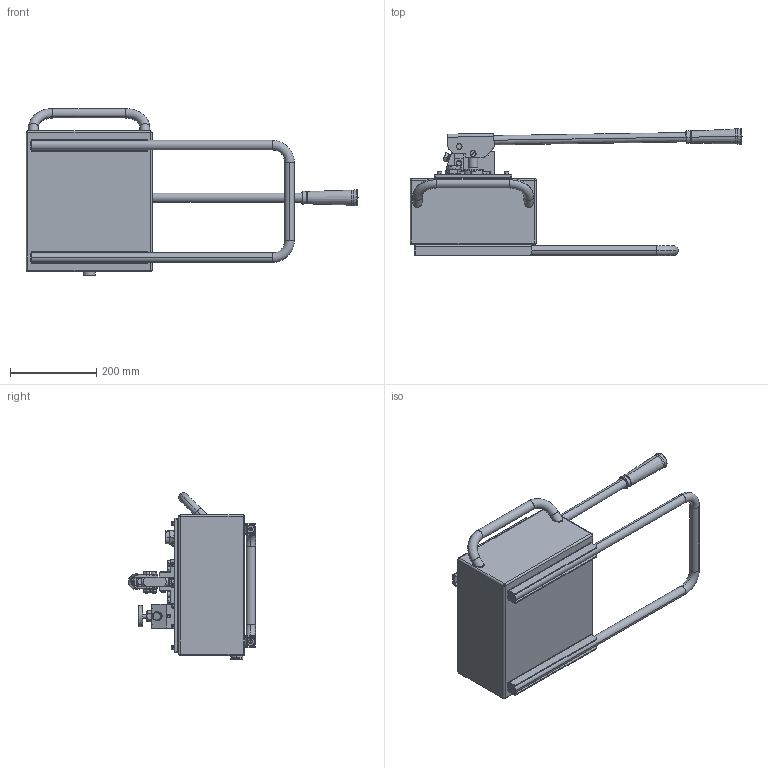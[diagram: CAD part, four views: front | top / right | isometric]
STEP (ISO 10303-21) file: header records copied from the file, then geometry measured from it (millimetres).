
FILE_DESCRIPTION (( 'STEP AP203' ), '1' );
FILE_NAME ('H2700.STEP', '2016-01-22T03:36:28', ( '' ), ( '' ), 'SwSTEP 2.0', 'SolidWorks 2015', '' );
FILE_SCHEMA (( 'CONFIG_CONTROL_DESIGN' ));
Length unit declared in the file: inch
Products named in the file (1): H2700
Bounding box: 770.96 x 295.2 x 387.43 mm (x, y, z)
Volume: 2680565.7 mm3; surface area: 1412059 mm2
Topology: 88 solids, 88 shells, 1857 faces, 4176 edges, 2576 vertices
Faces by surface type: cylinder 714, plane 691, cone 370, torus 56, sphere 16, bspline 10
Entity records: 53885 total; most frequent: CARTESIAN_POINT 11188, DIRECTION 9408, ORIENTED_EDGE 8292, EDGE_CURVE 4146, AXIS2_PLACEMENT_3D 3690, VERTEX_POINT 2576, EDGE_LOOP 2238, LINE 2028
